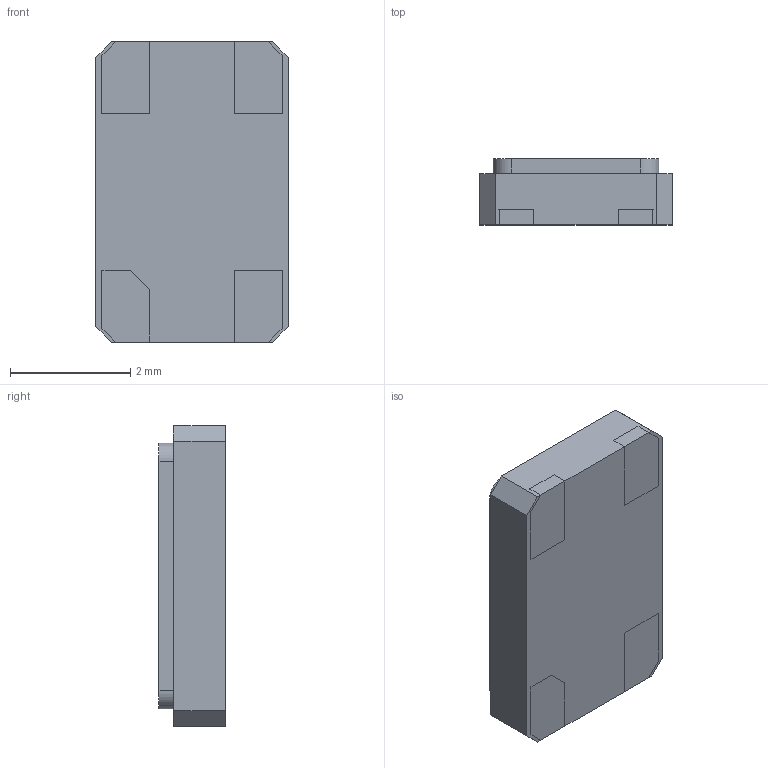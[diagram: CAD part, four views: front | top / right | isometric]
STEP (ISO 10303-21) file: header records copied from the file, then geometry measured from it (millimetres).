
FILE_DESCRIPTION (( 'STEP AP214' ), '1' );
FILE_NAME ('ABM3B-16.000MHZ-B2-T.STEP', '2021-12-17T05:04:09', ( '' ), ( '' ), 'SwSTEP 2.0', 'SolidWorks 2017', '' );
FILE_SCHEMA (( 'AUTOMOTIVE_DESIGN' ));
Length unit declared in the file: millimetre
Products named in the file (1): ABM3B-16.000MHZ-B2-T
Bounding box: 3.2 x 1.1 x 5 mm (x, y, z)
Volume: 16.5 mm3; surface area: 115.5 mm2
Topology: 7 solids, 7 shells, 80 faces, 198 edges, 132 vertices
Faces by surface type: plane 76, cylinder 4
Entity records: 2418 total; most frequent: CARTESIAN_POINT 411, ORIENTED_EDGE 396, DIRECTION 368, EDGE_CURVE 198, VECTOR 190, LINE 190, VERTEX_POINT 132, AXIS2_PLACEMENT_3D 89
